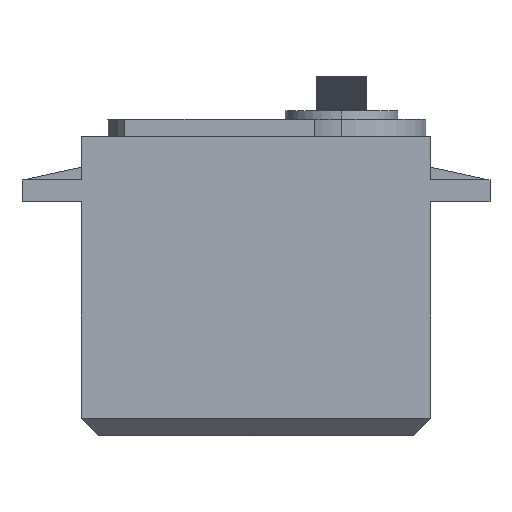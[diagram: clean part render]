
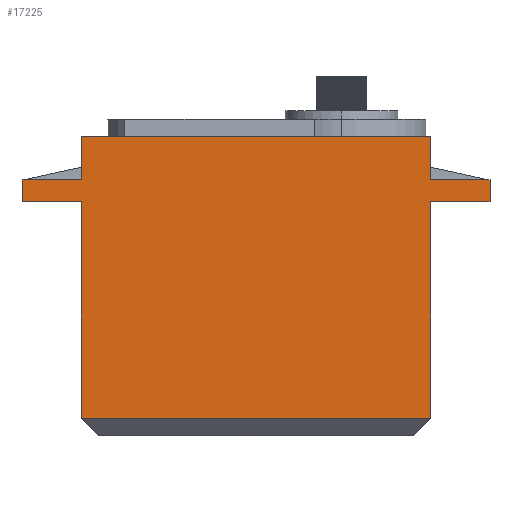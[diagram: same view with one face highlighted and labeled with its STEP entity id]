
A CAD part, top view. The second image highlights one B-rep face of the part: STEP entity #17225.
In plain terms, the highlighted planar face has unit normal (0, 0, 1).
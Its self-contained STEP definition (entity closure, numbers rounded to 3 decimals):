
#294 = EDGE_CURVE ( 'NONE', #445, #22738, #7473, .T. ) ;
#445 = VERTEX_POINT ( 'NONE', #8769 ) ;
#473 = EDGE_CURVE ( 'NONE', #17800, #22085, #23583, .T. ) ;
#564 = CARTESIAN_POINT ( 'NONE',  ( 20.15, 34.5, 9.75 ) ) ;
#1139 = EDGE_LOOP ( 'NONE', ( #23383, #1498, #8038, #9484, #9518, #13810, #17769, #23684, #22749, #8391, #2073, #21731, #16803 ) ) ;
#1242 = CARTESIAN_POINT ( 'NONE',  ( -20.15, 2., 9.75 ) ) ;
#1498 = ORIENTED_EDGE ( 'NONE', *, *, #15736, .T. ) ;
#1609 = VECTOR ( 'NONE', #17720, 1000. ) ;
#1741 = LINE ( 'NONE', #9194, #6108 ) ;
#1775 = VERTEX_POINT ( 'NONE', #4611 ) ;
#2073 = ORIENTED_EDGE ( 'NONE', *, *, #19709, .F. ) ;
#2672 = LINE ( 'NONE', #15641, #17594 ) ;
#2719 = CARTESIAN_POINT ( 'NONE',  ( -20.15, 34.5, 9.75 ) ) ;
#3367 = EDGE_CURVE ( 'NONE', #13441, #5344, #15627, .T. ) ;
#4007 = LINE ( 'NONE', #9626, #8823 ) ;
#4153 = EDGE_CURVE ( 'NONE', #23624, #13441, #7996, .T. ) ;
#4611 = CARTESIAN_POINT ( 'NONE',  ( 9.85, 34.5, 9.75 ) ) ;
#4682 = AXIS2_PLACEMENT_3D ( 'NONE', #7610, #13233, #17275 ) ;
#5344 = VERTEX_POINT ( 'NONE', #11153 ) ;
#5463 = LINE ( 'NONE', #7536, #19543 ) ;
#5518 = DIRECTION ( 'NONE',  ( 1., 0., 0. ) ) ;
#5562 = CARTESIAN_POINT ( 'NONE',  ( 20.15, 2., 9.75 ) ) ;
#5864 = VERTEX_POINT ( 'NONE', #5562 ) ;
#6108 = VECTOR ( 'NONE', #24134, 1000. ) ;
#6123 = DIRECTION ( 'NONE',  ( 0., -1., 0. ) ) ;
#6246 = CARTESIAN_POINT ( 'NONE',  ( -20.15, 27., 9.75 ) ) ;
#6340 = VERTEX_POINT ( 'NONE', #14452 ) ;
#6815 = CARTESIAN_POINT ( 'NONE',  ( -27., 29.5, 9.75 ) ) ;
#7421 = DIRECTION ( 'NONE',  ( 1., 0., 0. ) ) ;
#7473 = LINE ( 'NONE', #9304, #22946 ) ;
#7527 = EDGE_CURVE ( 'NONE', #445, #5864, #23229, .T. ) ;
#7536 = CARTESIAN_POINT ( 'NONE',  ( -20.15, 2., 9.75 ) ) ;
#7610 = CARTESIAN_POINT ( 'NONE',  ( -20.15, 27., 9.75 ) ) ;
#7636 = VECTOR ( 'NONE', #6123, 1000. ) ;
#7954 = LINE ( 'NONE', #16680, #17053 ) ;
#7996 = LINE ( 'NONE', #8116, #14127 ) ;
#8038 = ORIENTED_EDGE ( 'NONE', *, *, #7527, .F. ) ;
#8116 = CARTESIAN_POINT ( 'NONE',  ( -27., 29.5, 9.75 ) ) ;
#8257 = DIRECTION ( 'NONE',  ( 0., -1., 0. ) ) ;
#8353 = DIRECTION ( 'NONE',  ( 0., -1., 0. ) ) ;
#8391 = ORIENTED_EDGE ( 'NONE', *, *, #17631, .T. ) ;
#8769 = CARTESIAN_POINT ( 'NONE',  ( 20.15, 27., 9.75 ) ) ;
#8823 = VECTOR ( 'NONE', #16975, 1000. ) ;
#9194 = CARTESIAN_POINT ( 'NONE',  ( -20.15, 34.5, 9.75 ) ) ;
#9304 = CARTESIAN_POINT ( 'NONE',  ( -27., 27., 9.75 ) ) ;
#9484 = ORIENTED_EDGE ( 'NONE', *, *, #294, .T. ) ;
#9518 = ORIENTED_EDGE ( 'NONE', *, *, #11131, .F. ) ;
#9626 = CARTESIAN_POINT ( 'NONE',  ( -20.15, 34.5, 9.75 ) ) ;
#10795 = CARTESIAN_POINT ( 'NONE',  ( -27., 27., 9.75 ) ) ;
#11131 = EDGE_CURVE ( 'NONE', #22085, #22738, #23677, .T. ) ;
#11153 = CARTESIAN_POINT ( 'NONE',  ( -20.15, 27., 9.75 ) ) ;
#11626 = VERTEX_POINT ( 'NONE', #20911 ) ;
#12204 = DIRECTION ( 'NONE',  ( 0., -1., 0. ) ) ;
#12372 = CARTESIAN_POINT ( 'NONE',  ( 27., 29.5, 9.75 ) ) ;
#13233 = DIRECTION ( 'NONE',  ( 0., 0., -1. ) ) ;
#13441 = VERTEX_POINT ( 'NONE', #10795 ) ;
#13471 = FACE_OUTER_BOUND ( 'NONE', #1139, .T. ) ;
#13792 = DIRECTION ( 'NONE',  ( 1., 0., 0. ) ) ;
#13802 = VECTOR ( 'NONE', #19434, 1000. ) ;
#13810 = ORIENTED_EDGE ( 'NONE', *, *, #473, .F. ) ;
#14127 = VECTOR ( 'NONE', #8353, 1000. ) ;
#14452 = CARTESIAN_POINT ( 'NONE',  ( -20.15, 29.5, 9.75 ) ) ;
#14714 = DIRECTION ( 'NONE',  ( 1., 0., 0. ) ) ;
#15074 = PLANE ( 'NONE',  #4682 ) ;
#15302 = VECTOR ( 'NONE', #13792, 1000. ) ;
#15540 = LINE ( 'NONE', #6246, #7636 ) ;
#15627 = LINE ( 'NONE', #23335, #15302 ) ;
#15641 = CARTESIAN_POINT ( 'NONE',  ( -20.15, 34.5, 9.75 ) ) ;
#15736 = EDGE_CURVE ( 'NONE', #22054, #5864, #5463, .T. ) ;
#15980 = CARTESIAN_POINT ( 'NONE',  ( 27., 27., 9.75 ) ) ;
#16680 = CARTESIAN_POINT ( 'NONE',  ( -27., 29.5, 9.75 ) ) ;
#16803 = ORIENTED_EDGE ( 'NONE', *, *, #3367, .T. ) ;
#16975 = DIRECTION ( 'NONE',  ( 1., 0., 0. ) ) ;
#17053 = VECTOR ( 'NONE', #14714, 1000. ) ;
#17225 = ADVANCED_FACE ( 'NONE', ( #13471 ), #15074, .F. ) ;
#17275 = DIRECTION ( 'NONE',  ( -1., 0., 0. ) ) ;
#17594 = VECTOR ( 'NONE', #12204, 1000. ) ;
#17631 = EDGE_CURVE ( 'NONE', #22072, #6340, #2672, .T. ) ;
#17720 = DIRECTION ( 'NONE',  ( 1., 0., 0. ) ) ;
#17769 = ORIENTED_EDGE ( 'NONE', *, *, #21516, .F. ) ;
#17800 = VERTEX_POINT ( 'NONE', #23584 ) ;
#18216 = VECTOR ( 'NONE', #8257, 1000. ) ;
#19434 = DIRECTION ( 'NONE',  ( 0., -1., 0. ) ) ;
#19543 = VECTOR ( 'NONE', #7421, 1000. ) ;
#19709 = EDGE_CURVE ( 'NONE', #23624, #6340, #7954, .T. ) ;
#19877 = DIRECTION ( 'NONE',  ( 0., -1., 0. ) ) ;
#20220 = CARTESIAN_POINT ( 'NONE',  ( -27., 29.5, 9.75 ) ) ;
#20257 = CARTESIAN_POINT ( 'NONE',  ( 27., 29.5, 9.75 ) ) ;
#20911 = CARTESIAN_POINT ( 'NONE',  ( 20.15, 34.5, 9.75 ) ) ;
#21225 = VECTOR ( 'NONE', #19877, 1000. ) ;
#21516 = EDGE_CURVE ( 'NONE', #11626, #17800, #22717, .T. ) ;
#21731 = ORIENTED_EDGE ( 'NONE', *, *, #4153, .T. ) ;
#22054 = VERTEX_POINT ( 'NONE', #1242 ) ;
#22072 = VERTEX_POINT ( 'NONE', #2719 ) ;
#22085 = VERTEX_POINT ( 'NONE', #12372 ) ;
#22243 = EDGE_CURVE ( 'NONE', #5344, #22054, #15540, .T. ) ;
#22717 = LINE ( 'NONE', #564, #18216 ) ;
#22738 = VERTEX_POINT ( 'NONE', #15980 ) ;
#22749 = ORIENTED_EDGE ( 'NONE', *, *, #24152, .F. ) ;
#22946 = VECTOR ( 'NONE', #5518, 1000. ) ;
#23229 = LINE ( 'NONE', #23796, #13802 ) ;
#23335 = CARTESIAN_POINT ( 'NONE',  ( -27., 27., 9.75 ) ) ;
#23383 = ORIENTED_EDGE ( 'NONE', *, *, #22243, .T. ) ;
#23583 = LINE ( 'NONE', #6815, #1609 ) ;
#23584 = CARTESIAN_POINT ( 'NONE',  ( 20.15, 29.5, 9.75 ) ) ;
#23624 = VERTEX_POINT ( 'NONE', #20220 ) ;
#23677 = LINE ( 'NONE', #20257, #21225 ) ;
#23684 = ORIENTED_EDGE ( 'NONE', *, *, #23783, .F. ) ;
#23783 = EDGE_CURVE ( 'NONE', #1775, #11626, #1741, .T. ) ;
#23796 = CARTESIAN_POINT ( 'NONE',  ( 20.15, 27., 9.75 ) ) ;
#24134 = DIRECTION ( 'NONE',  ( 1., 0., 0. ) ) ;
#24152 = EDGE_CURVE ( 'NONE', #22072, #1775, #4007, .T. ) ;
